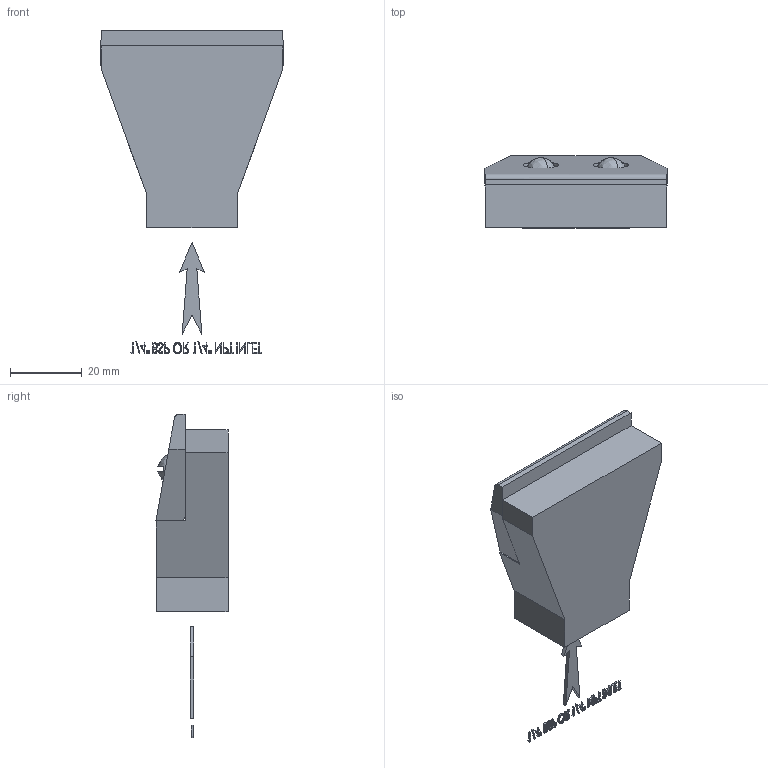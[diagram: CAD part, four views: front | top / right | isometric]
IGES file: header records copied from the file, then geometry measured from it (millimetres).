
Start section: SolidWorks IGES file using analytic representation for surfaces
Global section: file name: 47011(BSP OR NPT)(3D) .IGS; native system: SolidWorks 2024; preprocessor: SolidWorks 2024; author: andres; date: 240915.092342; units: millimetre
Bounding box: 50.82 x 20.11 x 90.37 mm (x, y, z)
Surface area: 13089.3 mm2 (no closed solid volume)
Topology: 0 solids, 0 shells, 618 faces, 4747 edges, 4743 vertices
Faces by surface type: bspline 618
